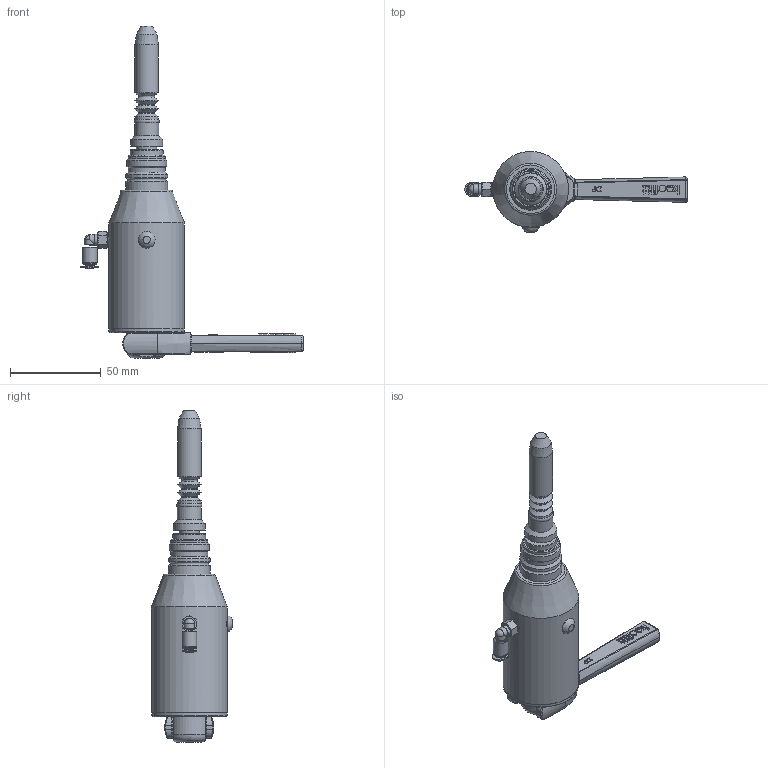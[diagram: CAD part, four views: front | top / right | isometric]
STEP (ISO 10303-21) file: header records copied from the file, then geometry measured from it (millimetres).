
FILE_DESCRIPTION(/* description */ (''),/* implementation_level */ '2;1');
FILE_NAME(/* name */ '325544.stp',/* time_stamp */ '2023-03-29T11:29:57+02:00',/* author */ ('mbs'),/* organization */ (''),/* preprocessor_version */ 'ST-DEVELOPER v18.1',/* originating_system */ 'Autodesk Inventor 2022',/* authorisation */ '');
FILE_SCHEMA (('AUTOMOTIVE_DESIGN { 1 0 10303 214 3 1 1 }'));
Length unit declared in the file: millimetre
Products named in the file (1): 325544
Bounding box: 122.15 x 44.55 x 182.46 mm (x, y, z)
Volume: 131980.4 mm3; surface area: 23115.9 mm2
Topology: 1 solids, 1 shells, 509 faces, 1306 edges, 829 vertices
Faces by surface type: plane 214, bspline 161, cylinder 66, cone 34, torus 28, sphere 6
Full cylindrical faces by diameter (mm): 4 x1, 5 x1, 6 x3, 6.25 x2, 7.388 x1, 7.6 x1, 8 x1, 11.2 x1, 12.9 x4, 13.2 x1, 17.5 x1, 18 x1, 20.5 x2, 22 x1, 23 x2, 41.5 x1, 41.6 x1
Entity records: 17784 total; most frequent: CARTESIAN_POINT 5913, ORIENTED_EDGE 2592, DIRECTION 1870, EDGE_CURVE 1296, VERTEX_POINT 828, LINE 664, VECTOR 664, AXIS2_PLACEMENT_3D 603
